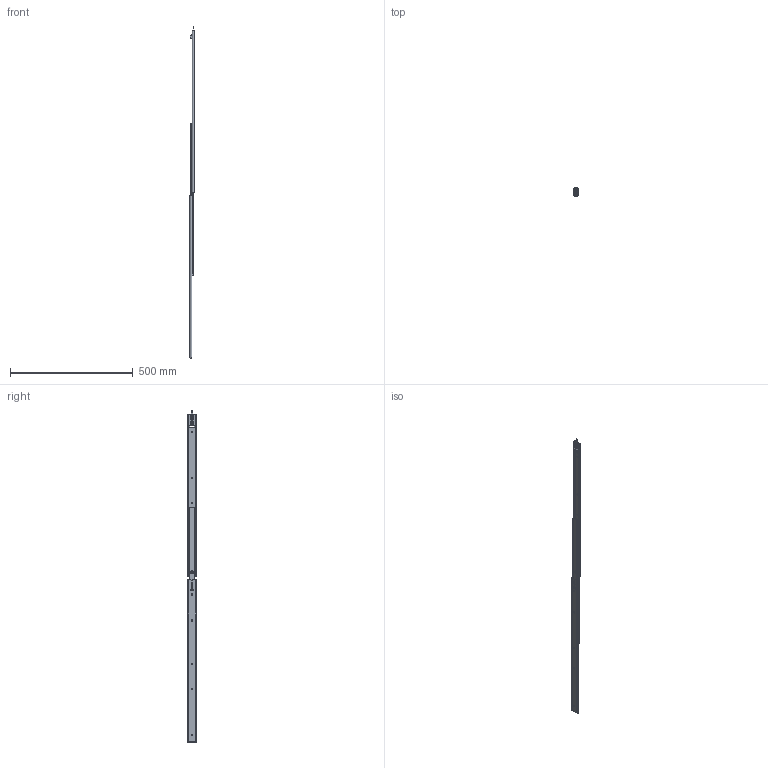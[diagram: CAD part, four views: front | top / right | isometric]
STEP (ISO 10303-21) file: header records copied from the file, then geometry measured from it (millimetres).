
FILE_DESCRIPTION (( 'STEP AP203' ), '1' );
FILE_NAME ('U31CL_26.STEP', '2022-02-17T04:06:07', ( '' ), ( '' ), 'SwSTEP 2.0', 'SolidWorks 2019', '' );
FILE_SCHEMA (( 'CONFIG_CONTROL_DESIGN' ));
Length unit declared in the file: millimetre
Products named in the file (7): PN257　レバー; OM-B U31CL-26; PN258 ロック; IM U31CL-26; OM-A U31CL-26; PN259 ピン（カシメ代無し）; U31CL_26
Assembly tree (7 placements, depth 2):
  U31CL_26
    OM-A U31CL-26
    IM U31CL-26  x2
    OM-B U31CL-26
    PN258 ロック
    PN257　レバー
    PN259 ピン（カシメ代無し）
Bounding box: 19 x 35.08 x 1352.2 mm (x, y, z)
Volume: 153316.4 mm3; surface area: 213330.6 mm2
Topology: 7 solids, 7 shells, 433 faces, 1204 edges, 780 vertices
Faces by surface type: plane 209, cylinder 200, torus 24
Entity records: 13444 total; most frequent: CARTESIAN_POINT 2570, DIRECTION 2150, ORIENTED_EDGE 2144, EDGE_CURVE 1072, AXIS2_PLACEMENT_3D 760, VERTEX_POINT 692, LINE 630, VECTOR 630
